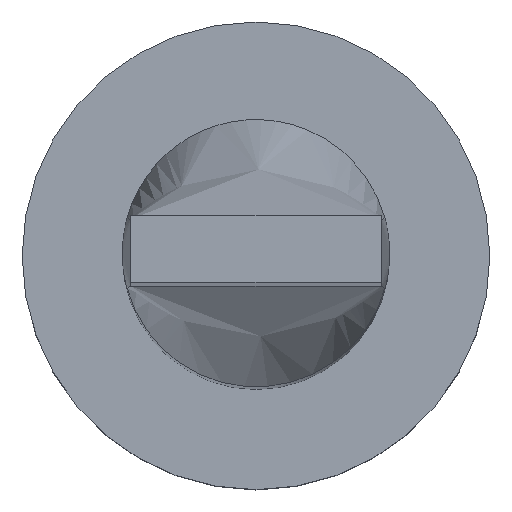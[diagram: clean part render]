
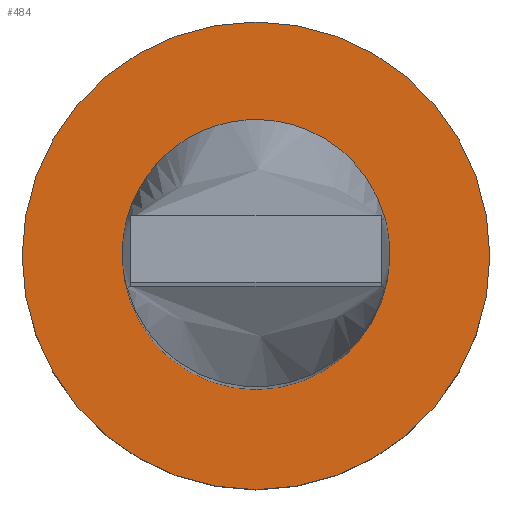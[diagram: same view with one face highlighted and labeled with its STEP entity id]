
A CAD part, top view. The second image highlights one B-rep face of the part: STEP entity #484.
In plain terms, the highlighted planar face has unit normal (0, 0, 1).
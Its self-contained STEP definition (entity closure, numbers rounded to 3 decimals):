
#4 = AXIS2_PLACEMENT_3D ( 'NONE', #73, #444, #125 ) ;
#9 = DIRECTION ( 'NONE',  ( 0., 0., 1. ) ) ;
#12 = VERTEX_POINT ( 'NONE', #102 ) ;
#31 = FACE_BOUND ( 'NONE', #212, .T. ) ;
#37 = DIRECTION ( 'NONE',  ( 1., 0., 0. ) ) ;
#57 = DIRECTION ( 'NONE',  ( 0., 0., 1. ) ) ;
#60 = CARTESIAN_POINT ( 'NONE',  ( -7., 0., 5. ) ) ;
#63 = AXIS2_PLACEMENT_3D ( 'NONE', #374, #9, #94 ) ;
#73 = CARTESIAN_POINT ( 'NONE',  ( 0., 0., 5. ) ) ;
#74 = ORIENTED_EDGE ( 'NONE', *, *, #346, .T. ) ;
#81 = VERTEX_POINT ( 'NONE', #60 ) ;
#90 = CIRCLE ( 'NONE', #352, 4. ) ;
#94 = DIRECTION ( 'NONE',  ( 1., 0., 0. ) ) ;
#98 = ORIENTED_EDGE ( 'NONE', *, *, #479, .F. ) ;
#102 = CARTESIAN_POINT ( 'NONE',  ( 4., 0., 5. ) ) ;
#118 = CIRCLE ( 'NONE', #446, 7. ) ;
#119 = DIRECTION ( 'NONE',  ( 0., 0., 1. ) ) ;
#125 = DIRECTION ( 'NONE',  ( 1., 0., 0. ) ) ;
#198 = CIRCLE ( 'NONE', #4, 4. ) ;
#207 = AXIS2_PLACEMENT_3D ( 'NONE', #429, #119, #384 ) ;
#212 = EDGE_LOOP ( 'NONE', ( #450, #98 ) ) ;
#223 = EDGE_LOOP ( 'NONE', ( #74, #539 ) ) ;
#257 = DIRECTION ( 'NONE',  ( 0., 0., 1. ) ) ;
#289 = CARTESIAN_POINT ( 'NONE',  ( -4., 0., 5. ) ) ;
#302 = FACE_OUTER_BOUND ( 'NONE', #223, .T. ) ;
#315 = CIRCLE ( 'NONE', #63, 7. ) ;
#346 = EDGE_CURVE ( 'NONE', #81, #409, #118, .T. ) ;
#352 = AXIS2_PLACEMENT_3D ( 'NONE', #566, #257, #37 ) ;
#356 = EDGE_CURVE ( 'NONE', #409, #81, #315, .T. ) ;
#374 = CARTESIAN_POINT ( 'NONE',  ( 0., 0., 5. ) ) ;
#384 = DIRECTION ( 'NONE',  ( 1., 0., 0. ) ) ;
#409 = VERTEX_POINT ( 'NONE', #454 ) ;
#429 = CARTESIAN_POINT ( 'NONE',  ( 0., 0., 5. ) ) ;
#432 = VERTEX_POINT ( 'NONE', #289 ) ;
#444 = DIRECTION ( 'NONE',  ( 0., 0., 1. ) ) ;
#446 = AXIS2_PLACEMENT_3D ( 'NONE', #547, #57, #549 ) ;
#450 = ORIENTED_EDGE ( 'NONE', *, *, #537, .F. ) ;
#454 = CARTESIAN_POINT ( 'NONE',  ( 7., 0., 5. ) ) ;
#479 = EDGE_CURVE ( 'NONE', #12, #432, #198, .T. ) ;
#484 = ADVANCED_FACE ( 'NONE', ( #31, #302 ), #493, .T. ) ;
#493 = PLANE ( 'NONE',  #207 ) ;
#537 = EDGE_CURVE ( 'NONE', #432, #12, #90, .T. ) ;
#539 = ORIENTED_EDGE ( 'NONE', *, *, #356, .T. ) ;
#547 = CARTESIAN_POINT ( 'NONE',  ( 0., 0., 5. ) ) ;
#549 = DIRECTION ( 'NONE',  ( 1., 0., 0. ) ) ;
#566 = CARTESIAN_POINT ( 'NONE',  ( 0., 0., 5. ) ) ;
